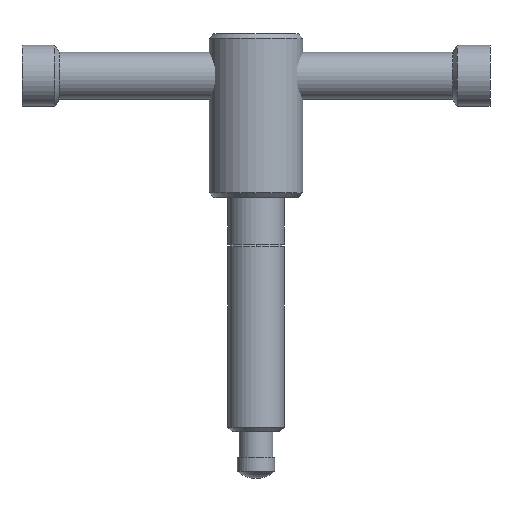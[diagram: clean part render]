
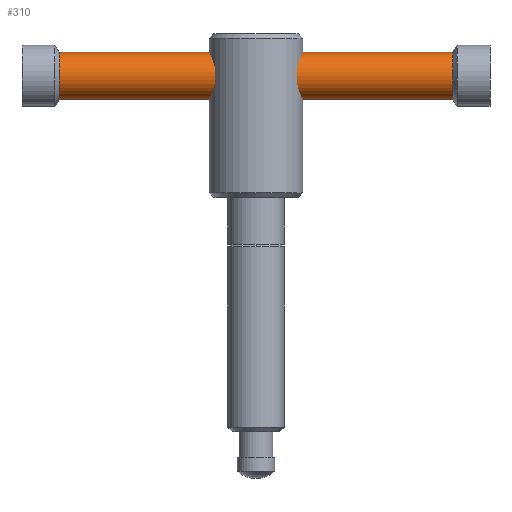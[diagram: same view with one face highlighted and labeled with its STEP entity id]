
A CAD part, front view. The second image highlights one B-rep face of the part: STEP entity #310.
In plain terms, the highlighted cylindrical face has radius 5 mm (diameter 10 mm), a partial arc.
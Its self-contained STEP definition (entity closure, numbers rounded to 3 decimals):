
#266=EDGE_CURVE('',#284,#332,#641,.T.);
#284=VERTEX_POINT('',#665);
#310=ADVANCED_FACE('',(#695),#696,.T.);
#332=VERTEX_POINT('',#719);
#368=EDGE_CURVE('',#468,#332,#760,.T.);
#402=EDGE_CURVE('',#414,#468,#796,.T.);
#414=VERTEX_POINT('',#810);
#468=VERTEX_POINT('',#869);
#548=EDGE_CURVE('',#284,#414,#959,.T.);
#641=CIRCLE('',#1063,5.0);
#665=CARTESIAN_POINT('',(-42.,0.,81.));
#695=FACE_OUTER_BOUND('',#1131,.T.);
#696=CYLINDRICAL_SURFACE('',#1132,5.0);
#719=CARTESIAN_POINT('',(-42.,0.,91.));
#760=LINE('',#1219,#1220);
#796=CIRCLE('',#1268,5.0);
#810=CARTESIAN_POINT('',(42.,0.,81.));
#869=CARTESIAN_POINT('',(42.,0.,91.));
#959=LINE('',#1471,#1472);
#1063=AXIS2_PLACEMENT_3D('',#1586,#1587,#1588);
#1131=EDGE_LOOP('',(#1672,#1673,#1674,#1675));
#1132=AXIS2_PLACEMENT_3D('',#1676,#1677,#1678);
#1219=CARTESIAN_POINT('',(-21.,0.,91.));
#1220=VECTOR('',#1759,1.0);
#1268=AXIS2_PLACEMENT_3D('',#1789,#1790,#1791);
#1471=CARTESIAN_POINT('',(-21.,0.,81.));
#1472=VECTOR('',#1980,1.0);
#1586=CARTESIAN_POINT('',(-42.,0.,86.));
#1587=DIRECTION('',(-1.0,0.0,0.0));
#1588=DIRECTION('',(0.0,0.,1.0));
#1672=ORIENTED_EDGE('',*,*,#368,.T.);
#1673=ORIENTED_EDGE('',*,*,#266,.F.);
#1674=ORIENTED_EDGE('',*,*,#548,.T.);
#1675=ORIENTED_EDGE('',*,*,#402,.T.);
#1676=CARTESIAN_POINT('',(-21.,0.,86.));
#1677=DIRECTION('',(1.0,-0.0,-0.0));
#1678=DIRECTION('',(0.0,0.,1.0));
#1759=DIRECTION('',(-1.0,0.0,0.0));
#1789=CARTESIAN_POINT('',(42.,0.,86.));
#1790=DIRECTION('',(-1.0,0.0,0.0));
#1791=DIRECTION('',(0.0,0.,1.0));
#1980=DIRECTION('',(1.0,-0.0,-0.0));
